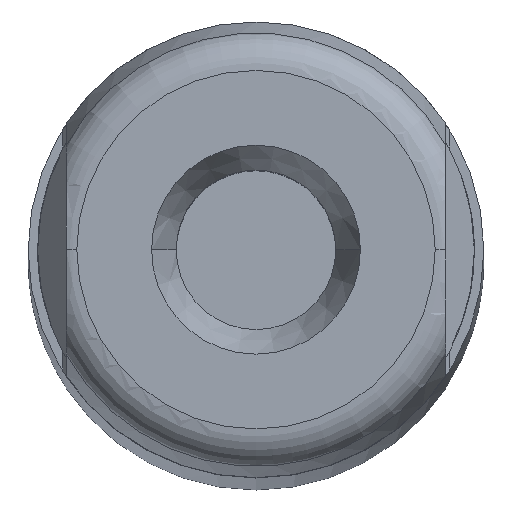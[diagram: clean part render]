
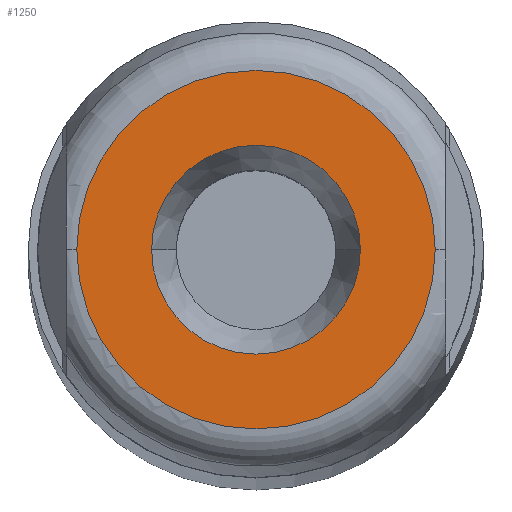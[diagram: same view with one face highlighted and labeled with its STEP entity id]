
A CAD part, top view. The second image highlights one B-rep face of the part: STEP entity #1250.
In plain terms, the highlighted planar face has unit normal (0, 0, 1).
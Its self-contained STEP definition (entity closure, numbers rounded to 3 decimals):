
#44 = EDGE_LOOP ( 'NONE', ( #85, #80 ) ) ;
#75 = EDGE_CURVE ( 'NONE', #1093, #129, #684, .T. ) ;
#80 = ORIENTED_EDGE ( 'NONE', *, *, #75, .T. ) ;
#85 = ORIENTED_EDGE ( 'NONE', *, *, #1225, .T. ) ;
#97 = EDGE_LOOP ( 'NONE', ( #180, #663 ) ) ;
#129 = VERTEX_POINT ( 'NONE', #1105 ) ;
#180 = ORIENTED_EDGE ( 'NONE', *, *, #748, .F. ) ;
#251 = EDGE_CURVE ( 'NONE', #1163, #1038, #431, .T. ) ;
#431 = CIRCLE ( 'NONE', #432, 2.75 ) ;
#432 = AXIS2_PLACEMENT_3D ( 'NONE', #433, #434, #436 ) ;
#433 = CARTESIAN_POINT ( 'NONE',  ( 0., 0., 0. ) ) ;
#434 = DIRECTION ( 'NONE',  ( 0., 0., 1. ) ) ;
#436 = DIRECTION ( 'NONE',  ( 1., 0., 0. ) ) ;
#663 = ORIENTED_EDGE ( 'NONE', *, *, #251, .F. ) ;
#678 = CIRCLE ( 'NONE', #679, 4.72 ) ;
#679 = AXIS2_PLACEMENT_3D ( 'NONE', #680, #681, #682 ) ;
#680 = CARTESIAN_POINT ( 'NONE',  ( 0., 0., 0. ) ) ;
#681 = DIRECTION ( 'NONE',  ( 0., 0., 1. ) ) ;
#682 = DIRECTION ( 'NONE',  ( 1., 0., 0. ) ) ;
#684 = CIRCLE ( 'NONE', #685, 4.72 ) ;
#685 = AXIS2_PLACEMENT_3D ( 'NONE', #686, #687, #688 ) ;
#686 = CARTESIAN_POINT ( 'NONE',  ( 0., 0., 0. ) ) ;
#687 = DIRECTION ( 'NONE',  ( 0., 0., 1. ) ) ;
#688 = DIRECTION ( 'NONE',  ( 1., 0., 0. ) ) ;
#748 = EDGE_CURVE ( 'NONE', #1038, #1163, #836, .T. ) ;
#836 = CIRCLE ( 'NONE', #837, 2.75 ) ;
#837 = AXIS2_PLACEMENT_3D ( 'NONE', #838, #839, #840 ) ;
#838 = CARTESIAN_POINT ( 'NONE',  ( 0., 0., 0. ) ) ;
#839 = DIRECTION ( 'NONE',  ( 0., 0., 1. ) ) ;
#840 = DIRECTION ( 'NONE',  ( 1., 0., 0. ) ) ;
#912 = FACE_BOUND ( 'NONE', #97, .T. ) ;
#913 = FACE_OUTER_BOUND ( 'NONE', #44, .T. ) ;
#914 = PLANE ( 'NONE',  #915 ) ;
#915 = AXIS2_PLACEMENT_3D ( 'NONE', #916, #917, #918 ) ;
#916 = CARTESIAN_POINT ( 'NONE',  ( 0., 0., 0. ) ) ;
#917 = DIRECTION ( 'NONE',  ( 0., 0., -1. ) ) ;
#918 = DIRECTION ( 'NONE',  ( -1., 0., 0. ) ) ;
#1038 = VERTEX_POINT ( 'NONE', #1055 ) ;
#1055 = CARTESIAN_POINT ( 'NONE',  ( 2.75, 0., 0. ) ) ;
#1090 = CARTESIAN_POINT ( 'NONE',  ( -4.72, 0., 0. ) ) ;
#1093 = VERTEX_POINT ( 'NONE', #1090 ) ;
#1104 = CARTESIAN_POINT ( 'NONE',  ( -2.75, 0., 0. ) ) ;
#1105 = CARTESIAN_POINT ( 'NONE',  ( 4.72, 0., 0. ) ) ;
#1163 = VERTEX_POINT ( 'NONE', #1104 ) ;
#1225 = EDGE_CURVE ( 'NONE', #129, #1093, #678, .T. ) ;
#1250 = ADVANCED_FACE ( 'NONE', ( #912, #913 ), #914, .F. ) ;
